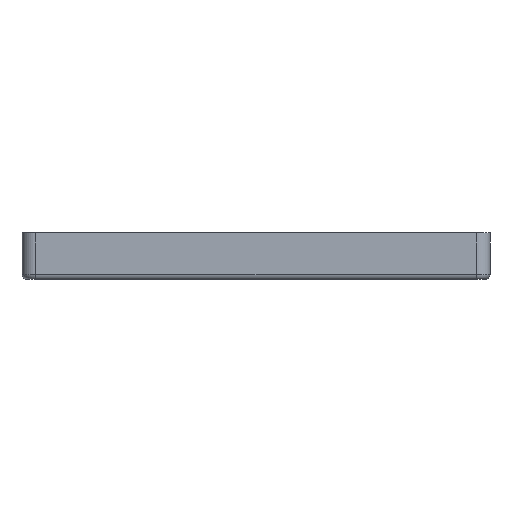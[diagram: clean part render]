
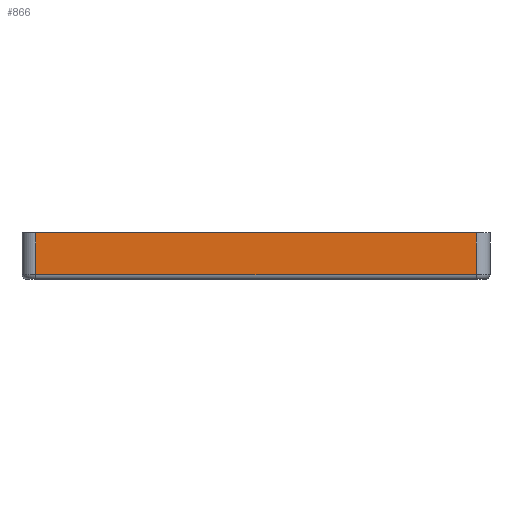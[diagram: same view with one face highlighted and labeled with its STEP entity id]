
A CAD part, front view. The second image highlights one B-rep face of the part: STEP entity #866.
In plain terms, the highlighted planar face has unit normal (0, -1, 0).
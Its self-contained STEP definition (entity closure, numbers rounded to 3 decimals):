
#214 = CARTESIAN_POINT ( 'NONE',  ( 47.5, -43.5, 1. ) ) ;
#217 = LINE ( 'NONE', #5735, #1479 ) ;
#514 = LINE ( 'NONE', #7657, #4475 ) ;
#644 = CARTESIAN_POINT ( 'NONE',  ( 47.5, -43.5, 10. ) ) ;
#694 = CARTESIAN_POINT ( 'NONE',  ( -47.5, -43.5, 10. ) ) ;
#829 = VECTOR ( 'NONE', #4564, 1000. ) ;
#866 = ADVANCED_FACE ( 'NONE', ( #7587 ), #7447, .F. ) ;
#1235 = DIRECTION ( 'NONE',  ( 0., 1., 0. ) ) ;
#1479 = VECTOR ( 'NONE', #4302, 1000. ) ;
#1731 = EDGE_CURVE ( 'NONE', #6958, #7425, #514, .T. ) ;
#2318 = CARTESIAN_POINT ( 'NONE',  ( -47.5, -43.5, 10. ) ) ;
#2755 = EDGE_LOOP ( 'NONE', ( #5461, #7151, #7211, #5465 ) ) ;
#3196 = EDGE_CURVE ( 'NONE', #8325, #6958, #217, .T. ) ;
#3340 = AXIS2_PLACEMENT_3D ( 'NONE', #8132, #1235, #6844 ) ;
#3995 = EDGE_CURVE ( 'NONE', #8985, #7425, #5208, .T. ) ;
#4302 = DIRECTION ( 'NONE',  ( 1., 0., 0. ) ) ;
#4475 = VECTOR ( 'NONE', #8986, 1000. ) ;
#4564 = DIRECTION ( 'NONE',  ( 1., 0., 0. ) ) ;
#4964 = DIRECTION ( 'NONE',  ( 0., 0., -1. ) ) ;
#5102 = LINE ( 'NONE', #2318, #5870 ) ;
#5208 = LINE ( 'NONE', #8122, #829 ) ;
#5461 = ORIENTED_EDGE ( 'NONE', *, *, #7116, .T. ) ;
#5465 = ORIENTED_EDGE ( 'NONE', *, *, #3995, .F. ) ;
#5735 = CARTESIAN_POINT ( 'NONE',  ( -50.5, -43.5, 1. ) ) ;
#5870 = VECTOR ( 'NONE', #4964, 1000. ) ;
#6158 = CARTESIAN_POINT ( 'NONE',  ( -47.5, -43.5, 1. ) ) ;
#6844 = DIRECTION ( 'NONE',  ( 0., 0., 1. ) ) ;
#6958 = VERTEX_POINT ( 'NONE', #214 ) ;
#7116 = EDGE_CURVE ( 'NONE', #8985, #8325, #5102, .T. ) ;
#7151 = ORIENTED_EDGE ( 'NONE', *, *, #3196, .T. ) ;
#7211 = ORIENTED_EDGE ( 'NONE', *, *, #1731, .T. ) ;
#7425 = VERTEX_POINT ( 'NONE', #644 ) ;
#7447 = PLANE ( 'NONE',  #3340 ) ;
#7587 = FACE_OUTER_BOUND ( 'NONE', #2755, .T. ) ;
#7657 = CARTESIAN_POINT ( 'NONE',  ( 47.5, -43.5, 10. ) ) ;
#8122 = CARTESIAN_POINT ( 'NONE',  ( -50.5, -43.5, 10. ) ) ;
#8132 = CARTESIAN_POINT ( 'NONE',  ( -50.5, -43.5, 10. ) ) ;
#8325 = VERTEX_POINT ( 'NONE', #6158 ) ;
#8985 = VERTEX_POINT ( 'NONE', #694 ) ;
#8986 = DIRECTION ( 'NONE',  ( 0., 0., 1. ) ) ;
